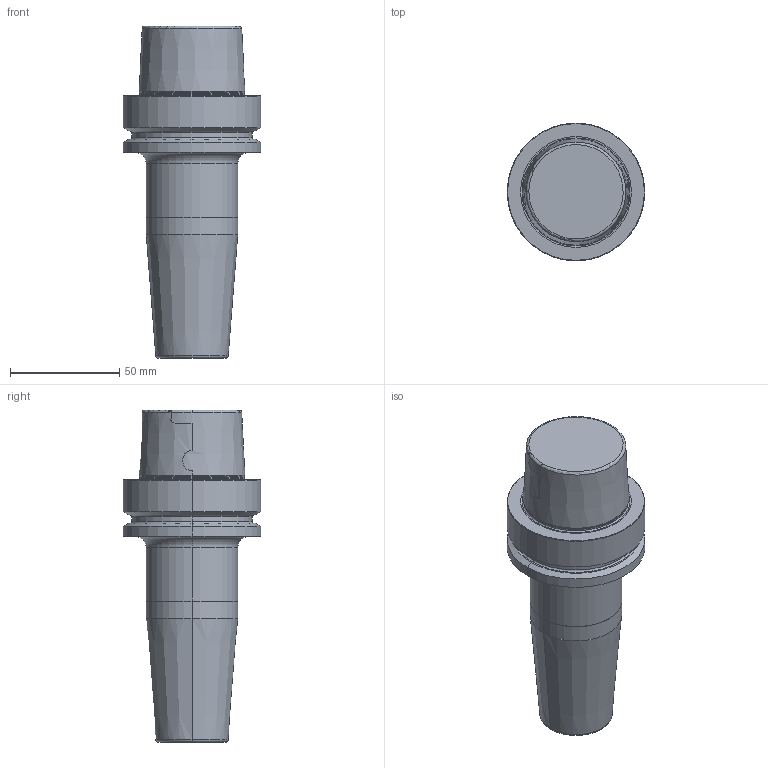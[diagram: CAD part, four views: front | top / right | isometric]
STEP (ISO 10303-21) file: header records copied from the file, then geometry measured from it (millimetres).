
FILE_DESCRIPTION((''),'2;1');
FILE_NAME('30192716','2022-02-07T15:14:55',('bahnemannr'),(''),'CREO PARAMETRIC BY PTC INC, 2019030','CREO PARAMETRIC BY PTC INC, 2019030','');
FILE_SCHEMA(('AP242_MANAGED_MODEL_BASED_3D_ENGINEERING_MIM_LF { 1 0 10303 442 1 1 4 }'));
Length unit declared in the file: millimetre
Products named in the file (1): 30192716
Bounding box: 63 x 63 x 151.9 mm (x, y, z)
Volume: 232199.3 mm3; surface area: 31033.9 mm2
Topology: 1 solids, 2 shells, 56 faces, 130 edges, 84 vertices
Faces by surface type: cylinder 16, torus 16, cone 14, plane 10
Entity records: 2724 total; most frequent: CARTESIAN_POINT 696, DIRECTION 316, ORIENTED_EDGE 256, AXIS2_PLACEMENT_3D 142, PRESENTATION_STYLE_ASSIGNMENT 135, STYLED_ITEM 135, CURVE_STYLE 133, EDGE_CURVE 130
